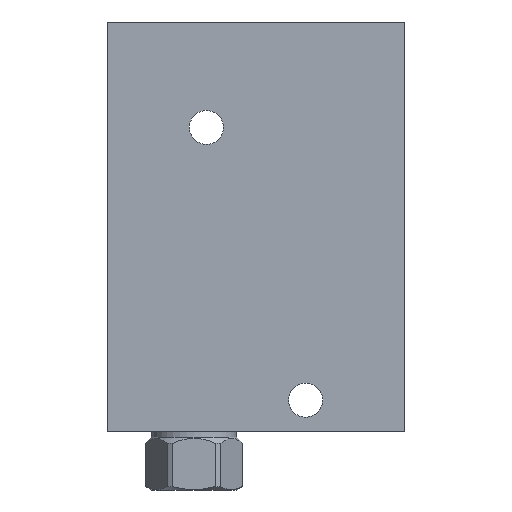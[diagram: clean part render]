
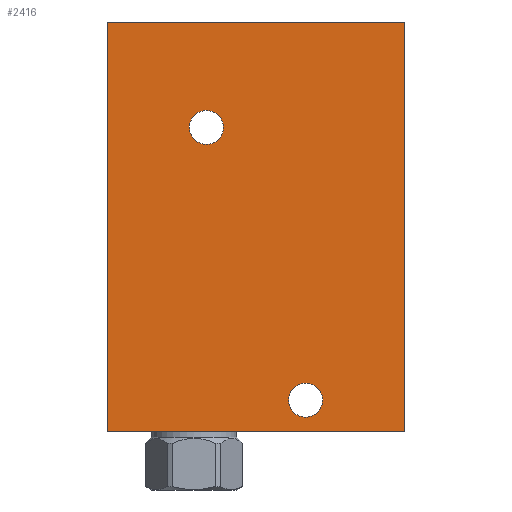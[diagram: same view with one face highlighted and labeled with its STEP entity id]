
A CAD part, front view. The second image highlights one B-rep face of the part: STEP entity #2416.
In plain terms, the highlighted planar face has unit normal (0, -1, 0).
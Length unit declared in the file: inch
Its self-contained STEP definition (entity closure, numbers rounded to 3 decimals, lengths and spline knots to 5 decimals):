
#5=DIRECTION('',(1.,0.,0.));
#6=VECTOR('',#5,3.);
#7=CARTESIAN_POINT('',(0.,-1.25,0.));
#8=LINE('',#7,#6);
#85=DIRECTION('',(0.,0.,1.));
#86=VECTOR('',#85,4.125);
#87=CARTESIAN_POINT('',(3.,-1.25,0.));
#88=LINE('',#87,#86);
#109=DIRECTION('',(0.,0.,1.));
#110=VECTOR('',#109,4.125);
#111=CARTESIAN_POINT('',(0.,-1.25,0.));
#112=LINE('',#111,#110);
#113=CARTESIAN_POINT('',(1.,-1.25,3.062));
#114=DIRECTION('',(0.,-1.,0.));
#115=DIRECTION('',(-1.,0.,0.));
#116=AXIS2_PLACEMENT_3D('',#113,#114,#115);
#118=CARTESIAN_POINT('',(1.,-1.25,3.062));
#119=DIRECTION('',(0.,-1.,0.));
#120=DIRECTION('',(1.,0.,0.));
#121=AXIS2_PLACEMENT_3D('',#118,#119,#120);
#123=CARTESIAN_POINT('',(2.,-1.25,0.312));
#124=DIRECTION('',(0.,-1.,0.));
#125=DIRECTION('',(-1.,0.,0.));
#126=AXIS2_PLACEMENT_3D('',#123,#124,#125);
#128=CARTESIAN_POINT('',(2.,-1.25,0.312));
#129=DIRECTION('',(0.,-1.,0.));
#130=DIRECTION('',(1.,0.,0.));
#131=AXIS2_PLACEMENT_3D('',#128,#129,#130);
#145=DIRECTION('',(1.,0.,0.));
#146=VECTOR('',#145,3.);
#147=CARTESIAN_POINT('',(0.,-1.25,4.125));
#148=LINE('',#147,#146);
#1990=CARTESIAN_POINT('',(0.,-1.25,0.));
#1992=VERTEX_POINT('',#1990);
#1993=CARTESIAN_POINT('',(3.,-1.25,0.));
#1994=VERTEX_POINT('',#1993);
#1998=CARTESIAN_POINT('',(0.,-1.25,4.125));
#2000=VERTEX_POINT('',#1998);
#2001=CARTESIAN_POINT('',(3.,-1.25,4.125));
#2002=VERTEX_POINT('',#2001);
#2159=CARTESIAN_POINT('',(0.828,-1.25,3.062));
#2160=CARTESIAN_POINT('',(1.172,-1.25,3.062));
#2161=VERTEX_POINT('',#2159);
#2162=VERTEX_POINT('',#2160);
#2167=CARTESIAN_POINT('',(1.828,-1.25,0.312));
#2168=CARTESIAN_POINT('',(2.172,-1.25,0.312));
#2169=VERTEX_POINT('',#2167);
#2170=VERTEX_POINT('',#2168);
#2392=CARTESIAN_POINT('',(0.,-1.25,0.));
#2393=DIRECTION('',(0.,-1.,0.));
#2394=DIRECTION('',(1.,0.,0.));
#2395=AXIS2_PLACEMENT_3D('',#2392,#2393,#2394);
#2396=PLANE('',#2395);
#2397=ORIENTED_EDGE('',*,*,#2292,.F.);
#2398=ORIENTED_EDGE('',*,*,#2317,.T.);
#2400=ORIENTED_EDGE('',*,*,#2399,.T.);
#2401=ORIENTED_EDGE('',*,*,#2372,.F.);
#2402=EDGE_LOOP('',(#2397,#2398,#2400,#2401));
#2403=FACE_OUTER_BOUND('',#2402,.F.);
#2405=ORIENTED_EDGE('',*,*,#2404,.T.);
#2407=ORIENTED_EDGE('',*,*,#2406,.T.);
#2408=EDGE_LOOP('',(#2405,#2407));
#2409=FACE_BOUND('',#2408,.F.);
#2411=ORIENTED_EDGE('',*,*,#2410,.T.);
#2413=ORIENTED_EDGE('',*,*,#2412,.T.);
#2414=EDGE_LOOP('',(#2411,#2413));
#2415=FACE_BOUND('',#2414,.F.);
#2416=ADVANCED_FACE('',(#2403,#2409,#2415),#2396,.T.);
#117=CIRCLE('',#116,0.172);
#122=CIRCLE('',#121,0.172);
#127=CIRCLE('',#126,0.172);
#132=CIRCLE('',#131,0.172);
#2292=EDGE_CURVE('',#1992,#1994,#8,.T.);
#2317=EDGE_CURVE('',#1992,#2000,#112,.T.);
#2372=EDGE_CURVE('',#1994,#2002,#88,.T.);
#2399=EDGE_CURVE('',#2000,#2002,#148,.T.);
#2404=EDGE_CURVE('',#2161,#2162,#117,.T.);
#2406=EDGE_CURVE('',#2162,#2161,#122,.T.);
#2410=EDGE_CURVE('',#2169,#2170,#127,.T.);
#2412=EDGE_CURVE('',#2170,#2169,#132,.T.);
